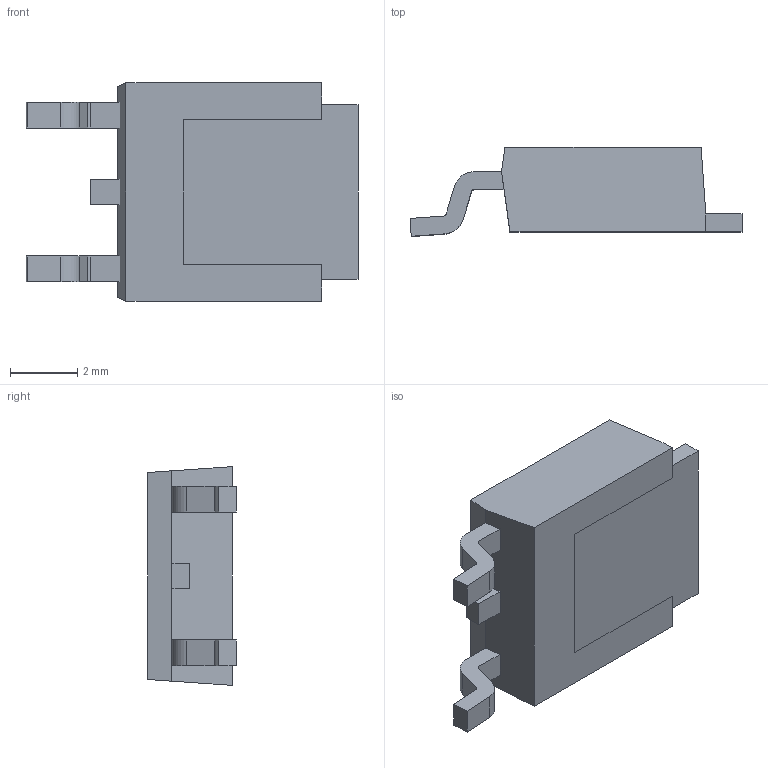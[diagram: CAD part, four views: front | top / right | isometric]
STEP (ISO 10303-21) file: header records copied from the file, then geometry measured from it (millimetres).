
FILE_DESCRIPTION (( 'STEP AP214' ), '1' );
FILE_NAME ('TLV2217-33KVURG3.STEP', '2021-08-25T03:34:42', ( '' ), ( '' ), 'SwSTEP 2.0', 'SolidWorks 2017', '' );
FILE_SCHEMA (( 'AUTOMOTIVE_DESIGN' ));
Length unit declared in the file: millimetre
Products named in the file (1): TLV2217-33KVURG3
Bounding box: 9.9 x 2.65 x 6.53 mm (x, y, z)
Volume: 101.2 mm3; surface area: 222.5 mm2
Topology: 5 solids, 5 shells, 60 faces, 145 edges, 96 vertices
Faces by surface type: plane 50, cylinder 10
Entity records: 1803 total; most frequent: CARTESIAN_POINT 302, ORIENTED_EDGE 290, DIRECTION 287, EDGE_CURVE 145, VECTOR 125, LINE 125, VERTEX_POINT 96, AXIS2_PLACEMENT_3D 81
